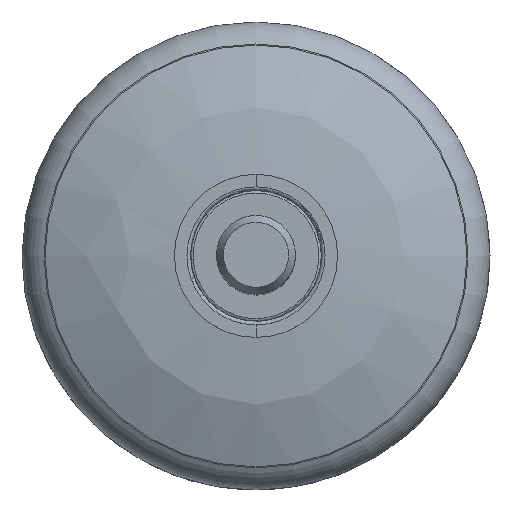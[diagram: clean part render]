
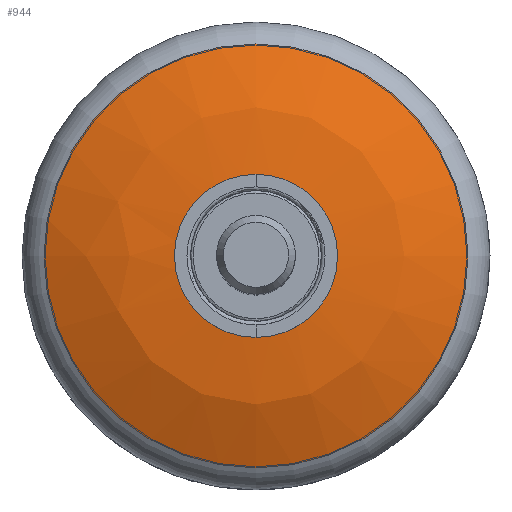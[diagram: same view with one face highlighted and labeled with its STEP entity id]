
A CAD part, top view. The second image highlights one B-rep face of the part: STEP entity #944.
In plain terms, the highlighted free-form (B-spline) face has degree [2, 2] with [3, 9] control points.
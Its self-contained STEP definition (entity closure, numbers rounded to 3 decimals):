
#120=FACE_OUTER_BOUND('',#184,.T.);
#184=EDGE_LOOP('',(#672,#673,#674,#675,#676,#677));
#257=CIRCLE('',#1103,16.549);
#269=CIRCLE('',#1117,16.549);
#270=CIRCLE('',#1118,60.);
#271=CIRCLE('',#1119,43.028);
#272=CIRCLE('',#1120,16.549);
#421=VERTEX_POINT('',#1632);
#423=VERTEX_POINT('',#1635);
#435=VERTEX_POINT('',#1709);
#436=VERTEX_POINT('',#1711);
#515=EDGE_CURVE('',#423,#421,#257,.T.);
#530=EDGE_CURVE('',#421,#435,#269,.T.);
#531=EDGE_CURVE('',#435,#436,#270,.T.);
#532=EDGE_CURVE('',#436,#436,#271,.T.);
#533=EDGE_CURVE('',#435,#423,#272,.T.);
#672=ORIENTED_EDGE('',*,*,#530,.T.);
#673=ORIENTED_EDGE('',*,*,#531,.T.);
#674=ORIENTED_EDGE('',*,*,#532,.F.);
#675=ORIENTED_EDGE('',*,*,#531,.F.);
#676=ORIENTED_EDGE('',*,*,#533,.T.);
#677=ORIENTED_EDGE('',*,*,#515,.T.);
#936=(
BOUNDED_SURFACE()
B_SPLINE_SURFACE(2,2,((#1682,#1683,#1684,#1685,#1686,#1687,#1688,#1689,
#1690),(#1691,#1692,#1693,#1694,#1695,#1696,#1697,#1698,#1699),(#1700,#1701,
#1702,#1703,#1704,#1705,#1706,#1707,#1708)),.UNSPECIFIED.,.F.,.T.,.F.)
B_SPLINE_SURFACE_WITH_KNOTS((3,3),(3,2,2,2,3),(1.114,1.571),
(-3.142,-1.571,0.,1.571,3.142),
 .UNSPECIFIED.)
GEOMETRIC_REPRESENTATION_ITEM()
RATIONAL_B_SPLINE_SURFACE(((1.,0.707,1.,0.707,1.,
0.707,1.,0.707,1.),(0.974,0.689,
0.974,0.689,0.974,0.689,
0.974,0.689,0.974),(1.,0.707,
1.,0.707,1.,0.707,1.,0.707,1.)))
REPRESENTATION_ITEM('')
SURFACE()
);
#944=ADVANCED_FACE('',(#120),#936,.F.);
#1103=AXIS2_PLACEMENT_3D('',#1636,#1265,#1266);
#1117=AXIS2_PLACEMENT_3D('',#1710,#1296,#1297);
#1118=AXIS2_PLACEMENT_3D('',#1712,#1298,#1299);
#1119=AXIS2_PLACEMENT_3D('',#1713,#1300,#1301);
#1120=AXIS2_PLACEMENT_3D('',#1714,#1302,#1303);
#1265=DIRECTION('center_axis',(0.,0.,-1.));
#1266=DIRECTION('ref_axis',(0.,-1.,0.));
#1296=DIRECTION('center_axis',(0.,0.,-1.));
#1297=DIRECTION('ref_axis',(0.,-1.,0.));
#1298=DIRECTION('center_axis',(0.,-1.,0.));
#1299=DIRECTION('ref_axis',(-1.,0.,0.));
#1300=DIRECTION('center_axis',(0.,0.,
-1.));
#1301=DIRECTION('ref_axis',(0.,1.,0.));
#1302=DIRECTION('center_axis',(0.,0.,-1.));
#1303=DIRECTION('ref_axis',(0.,-1.,0.));
#1632=CARTESIAN_POINT('',(0.,571.44,34.674));
#1635=CARTESIAN_POINT('',(0.,604.538,34.674));
#1636=CARTESIAN_POINT('Origin',(0.,587.989,
34.674));
#1682=CARTESIAN_POINT('Ctrl Pts',(-43.028,587.989,28.516));
#1683=CARTESIAN_POINT('Ctrl Pts',(-43.028,544.961,28.516));
#1684=CARTESIAN_POINT('Ctrl Pts',(0.,544.961,
28.516));
#1685=CARTESIAN_POINT('Ctrl Pts',(43.028,544.961,28.516));
#1686=CARTESIAN_POINT('Ctrl Pts',(43.028,587.989,28.516));
#1687=CARTESIAN_POINT('Ctrl Pts',(43.028,631.016,28.516));
#1688=CARTESIAN_POINT('Ctrl Pts',(0.,631.016,
28.516));
#1689=CARTESIAN_POINT('Ctrl Pts',(-43.028,631.016,28.516));
#1690=CARTESIAN_POINT('Ctrl Pts',(-43.028,587.989,28.516));
#1691=CARTESIAN_POINT('Ctrl Pts',(-30.505,587.989,34.675));
#1692=CARTESIAN_POINT('Ctrl Pts',(-30.505,557.484,34.675));
#1693=CARTESIAN_POINT('Ctrl Pts',(0.,557.484,
34.675));
#1694=CARTESIAN_POINT('Ctrl Pts',(30.505,557.484,34.675));
#1695=CARTESIAN_POINT('Ctrl Pts',(30.505,587.989,34.675));
#1696=CARTESIAN_POINT('Ctrl Pts',(30.505,618.493,34.675));
#1697=CARTESIAN_POINT('Ctrl Pts',(0.,618.493,
34.675));
#1698=CARTESIAN_POINT('Ctrl Pts',(-30.505,618.493,34.675));
#1699=CARTESIAN_POINT('Ctrl Pts',(-30.505,587.989,34.675));
#1700=CARTESIAN_POINT('Ctrl Pts',(-16.549,587.989,34.674));
#1701=CARTESIAN_POINT('Ctrl Pts',(-16.549,571.44,34.674));
#1702=CARTESIAN_POINT('Ctrl Pts',(0.,571.44,
34.674));
#1703=CARTESIAN_POINT('Ctrl Pts',(16.549,571.44,34.674));
#1704=CARTESIAN_POINT('Ctrl Pts',(16.549,587.989,34.674));
#1705=CARTESIAN_POINT('Ctrl Pts',(16.549,604.538,34.674));
#1706=CARTESIAN_POINT('Ctrl Pts',(0.,604.538,
34.674));
#1707=CARTESIAN_POINT('Ctrl Pts',(-16.549,604.538,34.674));
#1708=CARTESIAN_POINT('Ctrl Pts',(-16.549,587.989,34.674));
#1709=CARTESIAN_POINT('',(-16.549,587.989,34.674));
#1710=CARTESIAN_POINT('Origin',(0.,587.989,
34.674));
#1711=CARTESIAN_POINT('',(-43.028,587.989,28.516));
#1712=CARTESIAN_POINT('Origin',(-16.55,587.989,-25.326));
#1713=CARTESIAN_POINT('Origin',(0.,587.989,
28.516));
#1714=CARTESIAN_POINT('Origin',(0.,587.989,
34.674));
